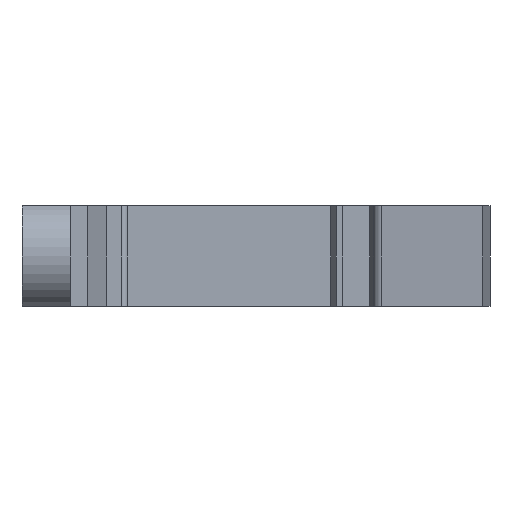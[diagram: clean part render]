
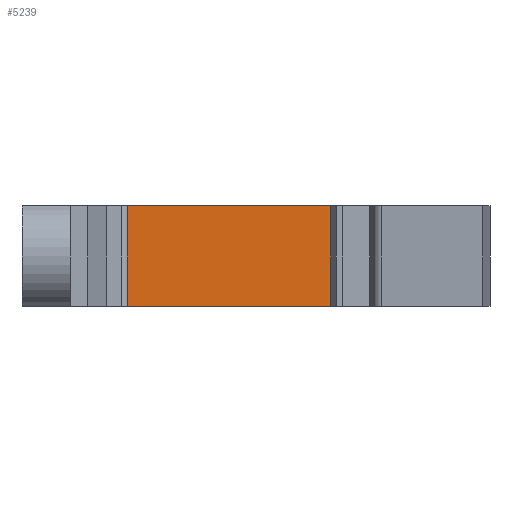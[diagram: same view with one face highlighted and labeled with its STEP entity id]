
A CAD part, left-side view. The second image highlights one B-rep face of the part: STEP entity #5239.
In plain terms, the highlighted planar face has unit normal (-1, 0, 0).
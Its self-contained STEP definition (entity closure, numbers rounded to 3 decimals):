
#798=DIRECTION('',(0.,1.,0.));
#799=VECTOR('',#798,28.461);
#800=CARTESIAN_POINT('',(5.,26.4,0.));
#801=LINE('',#800,#799);
#1915=DIRECTION('',(0.,1.,0.));
#1916=VECTOR('',#1915,28.461);
#1917=CARTESIAN_POINT('',(5.,26.4,13.2));
#1918=LINE('',#1917,#1916);
#1922=DIRECTION('',(0.,0.,1.));
#1923=VECTOR('',#1922,13.2);
#1924=CARTESIAN_POINT('',(5.,26.4,0.));
#1925=LINE('',#1924,#1923);
#1936=DIRECTION('',(0.,0.,1.));
#1937=VECTOR('',#1936,13.2);
#1938=CARTESIAN_POINT('',(5.,54.861,0.));
#1939=LINE('',#1938,#1937);
#3662=CARTESIAN_POINT('',(5.,26.4,0.));
#3663=CARTESIAN_POINT('',(5.,26.4,13.2));
#3664=VERTEX_POINT('',#3662);
#3665=VERTEX_POINT('',#3663);
#3856=CARTESIAN_POINT('',(5.,54.861,0.));
#3857=CARTESIAN_POINT('',(5.,54.861,13.2));
#3858=VERTEX_POINT('',#3856);
#3859=VERTEX_POINT('',#3857);
#5227=CARTESIAN_POINT('',(5.,47.1,13.2));
#5228=DIRECTION('',(1.,0.,0.));
#5229=DIRECTION('',(0.,1.,0.));
#5230=AXIS2_PLACEMENT_3D('',#5227,#5228,#5229);
#5231=PLANE('',#5230);
#5232=ORIENTED_EDGE('',*,*,#4163,.T.);
#5234=ORIENTED_EDGE('',*,*,#5233,.T.);
#5235=ORIENTED_EDGE('',*,*,#4481,.F.);
#5236=ORIENTED_EDGE('',*,*,#5213,.F.);
#5237=EDGE_LOOP('',(#5232,#5234,#5235,#5236));
#5238=FACE_OUTER_BOUND('',#5237,.F.);
#4163=EDGE_CURVE('',#3664,#3858,#801,.T.);
#4481=EDGE_CURVE('',#3665,#3859,#1918,.T.);
#5213=EDGE_CURVE('',#3664,#3665,#1925,.T.);
#5233=EDGE_CURVE('',#3858,#3859,#1939,.T.);
#5239=ADVANCED_FACE('',(#5238),#5231,.F.);
